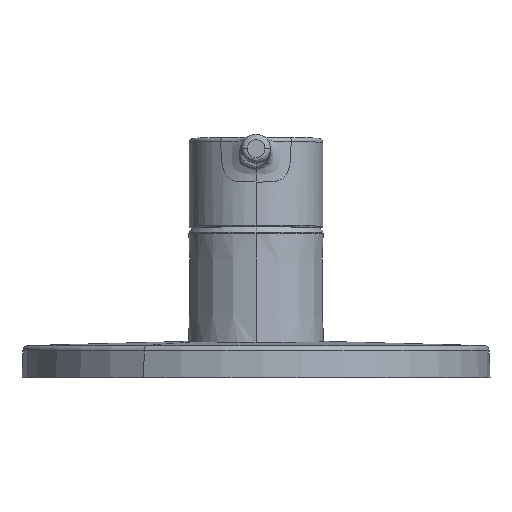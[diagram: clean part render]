
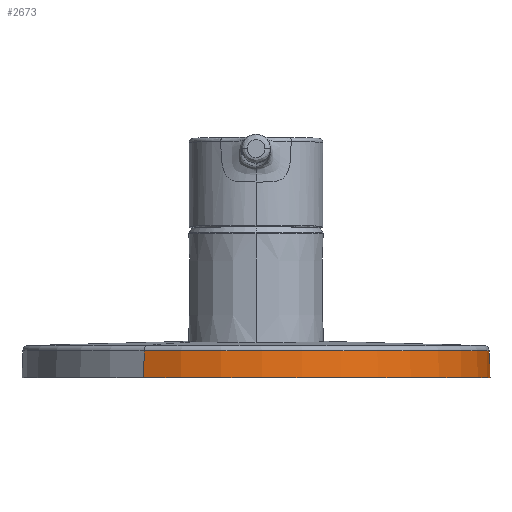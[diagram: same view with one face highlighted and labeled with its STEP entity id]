
A CAD part, front view. The second image highlights one B-rep face of the part: STEP entity #2673.
In plain terms, the highlighted conical face has half-angle 1.5 degrees and reference radius 84.697 mm.
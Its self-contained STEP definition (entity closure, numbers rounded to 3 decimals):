
#14 = CIRCLE ( 'NONE', #2868, 85. ) ;
#82 = ORIENTED_EDGE ( 'NONE', *, *, #152, .T. ) ;
#152 = EDGE_CURVE ( 'NONE', #2036, #2475, #349, .T. ) ;
#306 = CARTESIAN_POINT ( 'NONE',  ( 0., 0., 10.24 ) ) ;
#349 = CIRCLE ( 'NONE', #2168, 84.745 ) ;
#400 = FACE_OUTER_BOUND ( 'NONE', #1413, .T. ) ;
#426 = DIRECTION ( 'NONE',  ( 0., 0., -1. ) ) ;
#579 = CARTESIAN_POINT ( 'NONE',  ( -40.629, -74.371, 10.24 ) ) ;
#779 = LINE ( 'NONE', #2599, #4302 ) ;
#955 = CARTESIAN_POINT ( 'NONE',  ( 40.606, 74.328, 12.103 ) ) ;
#1073 = ORIENTED_EDGE ( 'NONE', *, *, #3258, .F. ) ;
#1262 = EDGE_CURVE ( 'NONE', #2036, #2910, #2827, .T. ) ;
#1315 = DIRECTION ( 'NONE',  ( 0.013, 0.023, -1. ) ) ;
#1413 = EDGE_LOOP ( 'NONE', ( #1704, #82, #1864, #1073 ) ) ;
#1704 = ORIENTED_EDGE ( 'NONE', *, *, #1262, .F. ) ;
#1864 = ORIENTED_EDGE ( 'NONE', *, *, #3725, .T. ) ;
#1885 = VECTOR ( 'NONE', #1315, 1000. ) ;
#1909 = DIRECTION ( 'NONE',  ( -0.479, -0.878, 0. ) ) ;
#1919 = CARTESIAN_POINT ( 'NONE',  ( -40.751, -74.595, 0.513 ) ) ;
#2025 = DIRECTION ( 'NONE',  ( 0., -1., 0. ) ) ;
#2036 = VERTEX_POINT ( 'NONE', #2655 ) ;
#2065 = DIRECTION ( 'NONE',  ( 0., 0., -1. ) ) ;
#2168 = AXIS2_PLACEMENT_3D ( 'NONE', #306, #3850, #3806 ) ;
#2475 = VERTEX_POINT ( 'NONE', #579 ) ;
#2599 = CARTESIAN_POINT ( 'NONE',  ( -40.606, -74.328, 12.103 ) ) ;
#2655 = CARTESIAN_POINT ( 'NONE',  ( 40.629, 74.371, 10.24 ) ) ;
#2673 = ADVANCED_FACE ( 'NONE', ( #400 ), #4042, .T. ) ;
#2827 = LINE ( 'NONE', #955, #1885 ) ;
#2868 = AXIS2_PLACEMENT_3D ( 'NONE', #3091, #2065, #2025 ) ;
#2910 = VERTEX_POINT ( 'NONE', #3158 ) ;
#3091 = CARTESIAN_POINT ( 'NONE',  ( 0., 0., 0.513 ) ) ;
#3158 = CARTESIAN_POINT ( 'NONE',  ( 40.751, 74.595, 0.513 ) ) ;
#3202 = VERTEX_POINT ( 'NONE', #1919 ) ;
#3258 = EDGE_CURVE ( 'NONE', #2910, #3202, #14, .T. ) ;
#3273 = DIRECTION ( 'NONE',  ( -0.013, -0.023, -1. ) ) ;
#3725 = EDGE_CURVE ( 'NONE', #2475, #3202, #779, .T. ) ;
#3756 = AXIS2_PLACEMENT_3D ( 'NONE', #4001, #426, #1909 ) ;
#3806 = DIRECTION ( 'NONE',  ( -1., 0., 0. ) ) ;
#3850 = DIRECTION ( 'NONE',  ( 0., 0., -1. ) ) ;
#4001 = CARTESIAN_POINT ( 'NONE',  ( 0., 0., 12.103 ) ) ;
#4042 = CONICAL_SURFACE ( 'NONE', #3756, 84.696, 0.026 ) ;
#4302 = VECTOR ( 'NONE', #3273, 1000. ) ;
